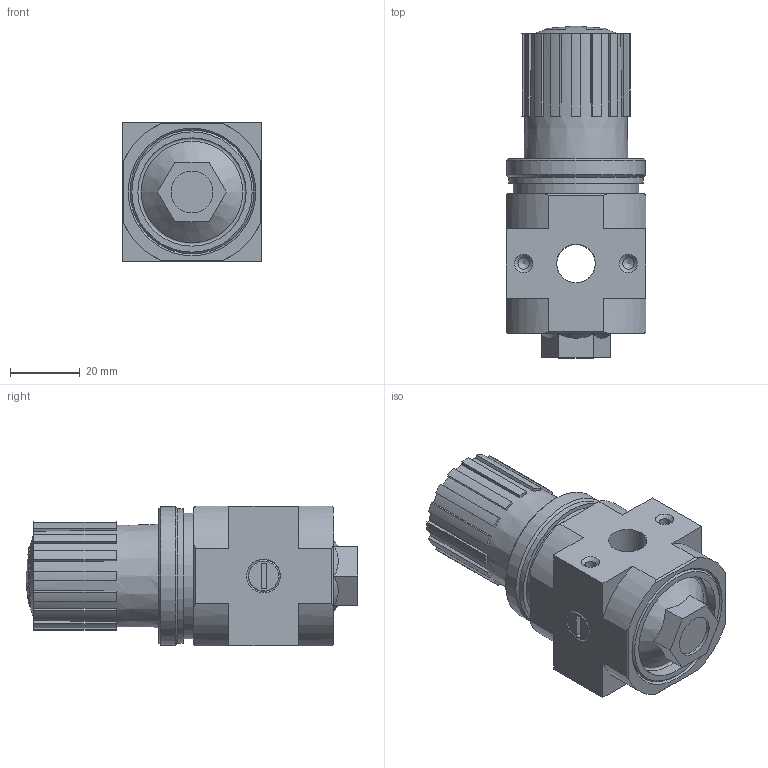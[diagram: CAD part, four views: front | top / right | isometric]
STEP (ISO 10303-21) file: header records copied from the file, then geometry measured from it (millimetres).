
FILE_DESCRIPTION(/* description */ ('STEP AP214'),/* implementation_level */ '2;1');
FILE_NAME(/* name */ '546452_LR-D-7-MINI',/* time_stamp */ '2024-09-04T22:52:46+02:00',/* author */ ('License CC BY-ND 4.0'),/* organization */ ('CADENAS'),/* preprocessor_version */ 'ST-DEVELOPER v19.3',/* originating_system */ 'PARTsolutions',/* authorisation */ ' ');
FILE_SCHEMA (('CONFIG_CONTROL_DESIGN','AUTOMOTIVE_DESIGN {1 0 10303 214 3 1 1}'));
Length unit declared in the file: millimetre
Products named in the file (4): 546452 LR-D-7-MINI-(0); 127301 LR-D-7-MINI--(0); 398011 LRVS-D-MINI; 373845 LR-MINI
Assembly tree (3 placements, depth 2):
  546452 LR-D-7-MINI-(0)
    127301 LR-D-7-MINI--(0)
    398011 LRVS-D-MINI
    373845 LR-MINI
Bounding box: 40 x 95 x 40 mm (x, y, z)
Volume: 91488.1 mm3; surface area: 21006.2 mm2
Topology: 3 solids, 3 shells, 207 faces, 533 edges, 348 vertices
Faces by surface type: plane 127, cylinder 50, cone 21, sphere 5, torus 4
Full cylindrical faces by diameter (mm): 3.242 x4, 4.3 x1, 6.9 x1, 8.2 x1, 8.566 x2, 9.728 x1, 11 x1, 12 x1, 12.2 x1, 15.8 x1, 24.9 x1, 26.9 x1, 31 x1, 33.9 x1, 34.376 x1, 36 x1, 38.5 x1, 39.8 x1
Entity records: 7498 total; most frequent: CARTESIAN_POINT 1187, DIRECTION 1080, ORIENTED_EDGE 944, EDGE_CURVE 472, AXIS2_PLACEMENT_3D 437, VERTEX_POINT 340, FACE_BOUND 284, EDGE_LOOP 280
